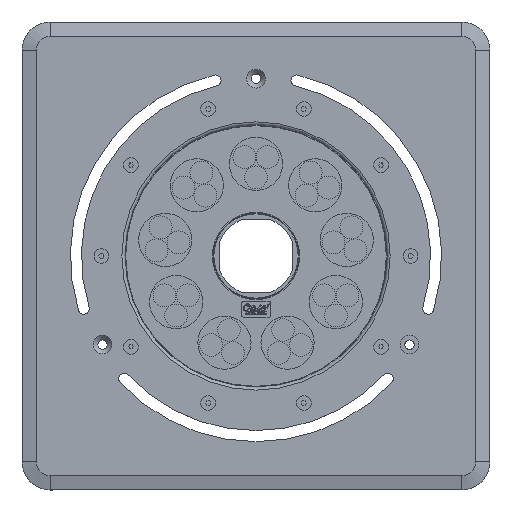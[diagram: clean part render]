
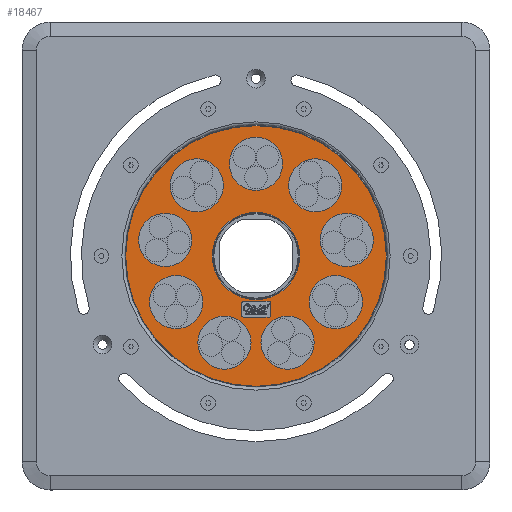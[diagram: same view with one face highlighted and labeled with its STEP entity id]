
A CAD part, top view. The second image highlights one B-rep face of the part: STEP entity #18467.
In plain terms, the highlighted planar face has unit normal (0, 0, 1).
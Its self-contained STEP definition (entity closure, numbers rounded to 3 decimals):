
#2369=FACE_BOUND('',#4883,.T.);
#2370=FACE_BOUND('',#4884,.T.);
#2371=FACE_BOUND('',#4885,.T.);
#2372=FACE_BOUND('',#4886,.T.);
#2373=FACE_BOUND('',#4887,.T.);
#2374=FACE_BOUND('',#4888,.T.);
#2375=FACE_BOUND('',#4889,.T.);
#2376=FACE_BOUND('',#4890,.T.);
#2377=FACE_BOUND('',#4891,.T.);
#2378=FACE_BOUND('',#4892,.T.);
#2379=FACE_BOUND('',#4893,.T.);
#2719=CIRCLE('',#19325,1.28);
#2720=CIRCLE('',#19328,1.28);
#2721=CIRCLE('',#19331,1.28);
#2722=CIRCLE('',#19334,1.28);
#2723=CIRCLE('',#19432,91.912);
#2724=CIRCLE('',#19433,18.75);
#2725=CIRCLE('',#19434,18.75);
#2726=CIRCLE('',#19435,18.75);
#2727=CIRCLE('',#19436,18.75);
#2728=CIRCLE('',#19437,18.75);
#2729=CIRCLE('',#19438,18.75);
#2730=CIRCLE('',#19439,18.75);
#2731=CIRCLE('',#19440,18.75);
#2732=CIRCLE('',#19441,18.75);
#2733=CIRCLE('',#19442,30.773);
#3871=FACE_OUTER_BOUND('',#4882,.T.);
#4882=EDGE_LOOP('',(#13817));
#4883=EDGE_LOOP('',(#13818));
#4884=EDGE_LOOP('',(#13819));
#4885=EDGE_LOOP('',(#13820));
#4886=EDGE_LOOP('',(#13821));
#4887=EDGE_LOOP('',(#13822));
#4888=EDGE_LOOP('',(#13823));
#4889=EDGE_LOOP('',(#13824));
#4890=EDGE_LOOP('',(#13825));
#4891=EDGE_LOOP('',(#13826));
#4892=EDGE_LOOP('',(#13827));
#4893=EDGE_LOOP('',(#13828,#13829,#13830,#13831,#13832,#13833,#13834,#13835));
#5847=LINE('',#28037,#7261);
#5851=LINE('',#28046,#7265);
#5872=LINE('',#28806,#7286);
#5875=LINE('',#28813,#7289);
#7261=VECTOR('',#21355,10.);
#7265=VECTOR('',#21365,10.);
#7286=VECTOR('',#21398,10.);
#7289=VECTOR('',#21407,10.);
#8732=VERTEX_POINT('',#28035);
#8733=VERTEX_POINT('',#28036);
#8734=VERTEX_POINT('',#28041);
#8735=VERTEX_POINT('',#28045);
#8736=VERTEX_POINT('',#28049);
#8753=VERTEX_POINT('',#28801);
#8754=VERTEX_POINT('',#28805);
#8755=VERTEX_POINT('',#28809);
#8978=VERTEX_POINT('',#30892);
#8979=VERTEX_POINT('',#30894);
#8980=VERTEX_POINT('',#30896);
#8981=VERTEX_POINT('',#30898);
#8982=VERTEX_POINT('',#30900);
#8983=VERTEX_POINT('',#30902);
#8984=VERTEX_POINT('',#30904);
#8985=VERTEX_POINT('',#30906);
#8986=VERTEX_POINT('',#30908);
#8987=VERTEX_POINT('',#30910);
#8988=VERTEX_POINT('',#30912);
#10419=EDGE_CURVE('',#8732,#8733,#5847,.T.);
#10422=EDGE_CURVE('',#8733,#8734,#2719,.T.);
#10424=EDGE_CURVE('',#8734,#8735,#5851,.T.);
#10426=EDGE_CURVE('',#8735,#8736,#2720,.T.);
#10465=EDGE_CURVE('',#8753,#8732,#2721,.T.);
#10467=EDGE_CURVE('',#8754,#8753,#5872,.T.);
#10469=EDGE_CURVE('',#8755,#8754,#2722,.T.);
#10471=EDGE_CURVE('',#8736,#8755,#5875,.T.);
#10805=EDGE_CURVE('',#8978,#8978,#2723,.T.);
#10806=EDGE_CURVE('',#8979,#8979,#2724,.T.);
#10807=EDGE_CURVE('',#8980,#8980,#2725,.T.);
#10808=EDGE_CURVE('',#8981,#8981,#2726,.T.);
#10809=EDGE_CURVE('',#8982,#8982,#2727,.T.);
#10810=EDGE_CURVE('',#8983,#8983,#2728,.T.);
#10811=EDGE_CURVE('',#8984,#8984,#2729,.T.);
#10812=EDGE_CURVE('',#8985,#8985,#2730,.T.);
#10813=EDGE_CURVE('',#8986,#8986,#2731,.T.);
#10814=EDGE_CURVE('',#8987,#8987,#2732,.T.);
#10815=EDGE_CURVE('',#8988,#8988,#2733,.T.);
#13817=ORIENTED_EDGE('',*,*,#10805,.F.);
#13818=ORIENTED_EDGE('',*,*,#10806,.T.);
#13819=ORIENTED_EDGE('',*,*,#10807,.T.);
#13820=ORIENTED_EDGE('',*,*,#10808,.T.);
#13821=ORIENTED_EDGE('',*,*,#10809,.T.);
#13822=ORIENTED_EDGE('',*,*,#10810,.T.);
#13823=ORIENTED_EDGE('',*,*,#10811,.T.);
#13824=ORIENTED_EDGE('',*,*,#10812,.T.);
#13825=ORIENTED_EDGE('',*,*,#10813,.T.);
#13826=ORIENTED_EDGE('',*,*,#10814,.T.);
#13827=ORIENTED_EDGE('',*,*,#10815,.T.);
#13828=ORIENTED_EDGE('',*,*,#10419,.T.);
#13829=ORIENTED_EDGE('',*,*,#10422,.T.);
#13830=ORIENTED_EDGE('',*,*,#10424,.T.);
#13831=ORIENTED_EDGE('',*,*,#10426,.T.);
#13832=ORIENTED_EDGE('',*,*,#10471,.T.);
#13833=ORIENTED_EDGE('',*,*,#10469,.T.);
#13834=ORIENTED_EDGE('',*,*,#10467,.T.);
#13835=ORIENTED_EDGE('',*,*,#10465,.T.);
#17817=PLANE('',#19431);
#18467=ADVANCED_FACE('',(#3871,#2369,#2370,#2371,#2372,#2373,#2374,#2375,
#2376,#2377,#2378,#2379),#17817,.T.);
#19325=AXIS2_PLACEMENT_3D('',#28042,#21360,#21361);
#19328=AXIS2_PLACEMENT_3D('',#28050,#21369,#21370);
#19331=AXIS2_PLACEMENT_3D('',#28802,#21393,#21394);
#19334=AXIS2_PLACEMENT_3D('',#28810,#21402,#21403);
#19431=AXIS2_PLACEMENT_3D('',#30891,#21869,#21870);
#19432=AXIS2_PLACEMENT_3D('',#30893,#21871,#21872);
#19433=AXIS2_PLACEMENT_3D('',#30895,#21873,#21874);
#19434=AXIS2_PLACEMENT_3D('',#30897,#21875,#21876);
#19435=AXIS2_PLACEMENT_3D('',#30899,#21877,#21878);
#19436=AXIS2_PLACEMENT_3D('',#30901,#21879,#21880);
#19437=AXIS2_PLACEMENT_3D('',#30903,#21881,#21882);
#19438=AXIS2_PLACEMENT_3D('',#30905,#21883,#21884);
#19439=AXIS2_PLACEMENT_3D('',#30907,#21885,#21886);
#19440=AXIS2_PLACEMENT_3D('',#30909,#21887,#21888);
#19441=AXIS2_PLACEMENT_3D('',#30911,#21889,#21890);
#19442=AXIS2_PLACEMENT_3D('',#30913,#21891,#21892);
#21355=DIRECTION('',(1.,0.,0.));
#21360=DIRECTION('center_axis',(0.,0.,-1.));
#21361=DIRECTION('ref_axis',(1.,0.,0.));
#21365=DIRECTION('',(0.,-1.,0.));
#21369=DIRECTION('center_axis',(0.,0.,-1.));
#21370=DIRECTION('ref_axis',(0.,-1.,0.));
#21393=DIRECTION('center_axis',(0.,0.,-1.));
#21394=DIRECTION('ref_axis',(0.,1.,0.));
#21398=DIRECTION('',(0.,1.,0.));
#21402=DIRECTION('center_axis',(0.,0.,-1.));
#21403=DIRECTION('ref_axis',(-1.,0.,0.));
#21407=DIRECTION('',(-1.,0.,0.));
#21869=DIRECTION('center_axis',(0.,0.,1.));
#21870=DIRECTION('ref_axis',(1.,0.,0.));
#21871=DIRECTION('center_axis',(0.,0.,-1.));
#21872=DIRECTION('ref_axis',(1.,0.,0.));
#21873=DIRECTION('center_axis',(0.,0.,-1.));
#21874=DIRECTION('ref_axis',(-1.,0.,0.));
#21875=DIRECTION('center_axis',(0.,0.,-1.));
#21876=DIRECTION('ref_axis',(-1.,0.,0.));
#21877=DIRECTION('center_axis',(0.,0.,-1.));
#21878=DIRECTION('ref_axis',(-1.,0.,0.));
#21879=DIRECTION('center_axis',(0.,0.,-1.));
#21880=DIRECTION('ref_axis',(-1.,0.,0.));
#21881=DIRECTION('center_axis',(0.,0.,-1.));
#21882=DIRECTION('ref_axis',(-1.,0.,0.));
#21883=DIRECTION('center_axis',(0.,0.,-1.));
#21884=DIRECTION('ref_axis',(-1.,0.,0.));
#21885=DIRECTION('center_axis',(0.,0.,-1.));
#21886=DIRECTION('ref_axis',(-1.,0.,0.));
#21887=DIRECTION('center_axis',(0.,0.,-1.));
#21888=DIRECTION('ref_axis',(-1.,0.,0.));
#21889=DIRECTION('center_axis',(0.,0.,-1.));
#21890=DIRECTION('ref_axis',(-1.,0.,0.));
#21891=DIRECTION('center_axis',(0.,0.,-1.));
#21892=DIRECTION('ref_axis',(1.,0.,0.));
#28035=CARTESIAN_POINT('',(-8.717,-31.952,26.596));
#28036=CARTESIAN_POINT('',(9.201,-31.952,26.596));
#28037=CARTESIAN_POINT('',(4.601,-31.952,26.596));
#28041=CARTESIAN_POINT('',(10.481,-33.231,26.596));
#28042=CARTESIAN_POINT('Origin',(9.201,-33.231,26.596));
#28045=CARTESIAN_POINT('',(10.481,-41.935,26.596));
#28046=CARTESIAN_POINT('',(10.481,24.989,26.596));
#28049=CARTESIAN_POINT('',(9.201,-43.215,26.596));
#28050=CARTESIAN_POINT('Origin',(9.201,-41.935,26.596));
#28801=CARTESIAN_POINT('',(-9.997,-33.231,26.596));
#28802=CARTESIAN_POINT('Origin',(-8.717,-33.231,26.596));
#28805=CARTESIAN_POINT('',(-9.997,-41.935,26.596));
#28806=CARTESIAN_POINT('',(-9.997,29.34,26.596));
#28809=CARTESIAN_POINT('',(-8.717,-43.215,26.596));
#28810=CARTESIAN_POINT('Origin',(-8.717,-41.935,26.596));
#28813=CARTESIAN_POINT('',(-4.359,-43.215,26.596));
#30891=CARTESIAN_POINT('Origin',(0.,91.912,26.596));
#30892=CARTESIAN_POINT('',(0.,-91.912,26.596));
#30893=CARTESIAN_POINT('Origin',(0.,0.,26.596));
#30894=CARTESIAN_POINT('',(-45.263,11.287,26.596));
#30895=CARTESIAN_POINT('Origin',(-64.013,11.287,26.596));
#30896=CARTESIAN_POINT('',(-37.542,-32.5,26.596));
#30897=CARTESIAN_POINT('Origin',(-56.292,-32.5,26.596));
#30898=CARTESIAN_POINT('',(40.981,-61.08,26.596));
#30899=CARTESIAN_POINT('Origin',(22.231,-61.08,26.596));
#30900=CARTESIAN_POINT('',(60.531,49.793,26.596));
#30901=CARTESIAN_POINT('Origin',(41.781,49.793,26.596));
#30902=CARTESIAN_POINT('',(-23.031,49.793,26.596));
#30903=CARTESIAN_POINT('Origin',(-41.781,49.793,26.596));
#30904=CARTESIAN_POINT('',(18.75,65.,26.596));
#30905=CARTESIAN_POINT('Origin',(0.,65.,
26.596));
#30906=CARTESIAN_POINT('',(82.763,11.287,26.596));
#30907=CARTESIAN_POINT('Origin',(64.013,11.287,26.596));
#30908=CARTESIAN_POINT('',(75.042,-32.5,26.596));
#30909=CARTESIAN_POINT('Origin',(56.292,-32.5,26.596));
#30910=CARTESIAN_POINT('',(-3.481,-61.08,26.596));
#30911=CARTESIAN_POINT('Origin',(-22.231,-61.08,26.596));
#30912=CARTESIAN_POINT('',(0.,-30.773,26.596));
#30913=CARTESIAN_POINT('Origin',(0.,0.,26.596));
